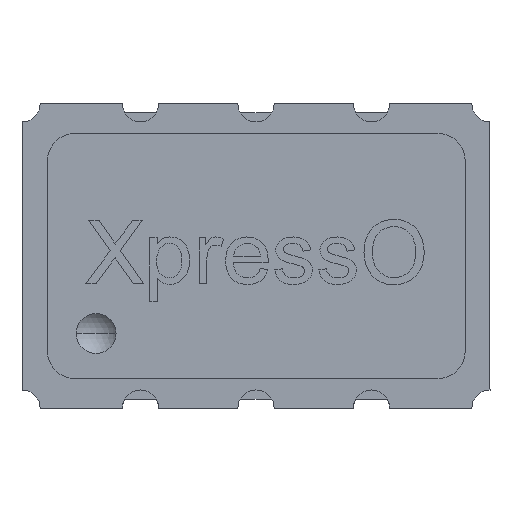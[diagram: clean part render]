
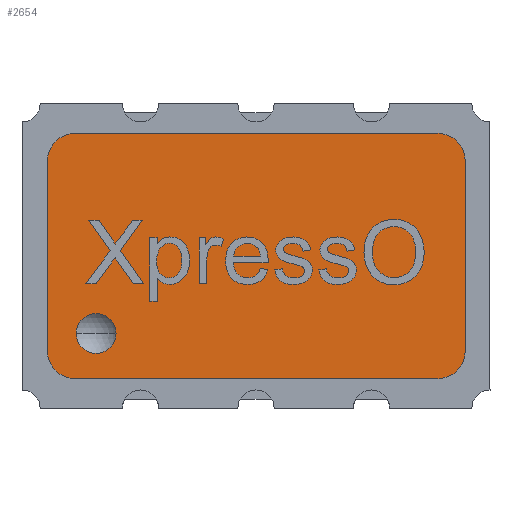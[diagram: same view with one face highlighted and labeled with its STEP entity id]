
A CAD part, top view. The second image highlights one B-rep face of the part: STEP entity #2654.
In plain terms, the highlighted planar face has unit normal (0, 0, 1).
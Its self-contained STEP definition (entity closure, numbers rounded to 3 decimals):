
#11 = EDGE_CURVE ( 'NONE', #1736, #902, #599, .T. ) ;
#147 = AXIS2_PLACEMENT_3D ( 'NONE', #1882, #4833, #2301 ) ;
#213 = DIRECTION ( 'NONE',  ( 1., 0., 0. ) ) ;
#332 = LINE ( 'NONE', #4634, #4794 ) ;
#341 = CIRCLE ( 'NONE', #147, 0.3 ) ;
#410 = CIRCLE ( 'NONE', #3047, 0.22 ) ;
#436 = DIRECTION ( 'NONE',  ( 0., 1., 0. ) ) ;
#477 = CARTESIAN_POINT ( 'NONE',  ( -2.294, -1.35, 1.4 ) ) ;
#526 = CIRCLE ( 'NONE', #1171, 0.3 ) ;
#599 = CIRCLE ( 'NONE', #4748, 0.22 ) ;
#634 = DIRECTION ( 'NONE',  ( 0., 0., -1. ) ) ;
#749 = CARTESIAN_POINT ( 'NONE',  ( 2.002, 1.048, 1.4 ) ) ;
#751 = CARTESIAN_POINT ( 'NONE',  ( 2.002, -1.35, 1.4 ) ) ;
#781 = ORIENTED_EDGE ( 'NONE', *, *, #2174, .F. ) ;
#788 = ORIENTED_EDGE ( 'NONE', *, *, #2641, .F. ) ;
#902 = VERTEX_POINT ( 'NONE', #2045 ) ;
#971 = ORIENTED_EDGE ( 'NONE', *, *, #2084, .F. ) ;
#979 = EDGE_CURVE ( 'NONE', #2017, #2028, #3822, .T. ) ;
#997 = VERTEX_POINT ( 'NONE', #3402 ) ;
#1003 = DIRECTION ( 'NONE',  ( 0., 0., -1. ) ) ;
#1032 = CARTESIAN_POINT ( 'NONE',  ( -1.76, -0.853, 1.4 ) ) ;
#1164 = VERTEX_POINT ( 'NONE', #1244 ) ;
#1170 = DIRECTION ( 'NONE',  ( -1., 0., 0. ) ) ;
#1171 = AXIS2_PLACEMENT_3D ( 'NONE', #3494, #1003, #3923 ) ;
#1244 = CARTESIAN_POINT ( 'NONE',  ( 2.002, 1.348, 1.4 ) ) ;
#1249 = EDGE_CURVE ( 'NONE', #4475, #1567, #5070, .T. ) ;
#1326 = LINE ( 'NONE', #3065, #2410 ) ;
#1327 = DIRECTION ( 'NONE',  ( 0., 0., 1. ) ) ;
#1368 = CARTESIAN_POINT ( 'NONE',  ( -1.76, -0.853, 1.4 ) ) ;
#1415 = DIRECTION ( 'NONE',  ( 1., 0., 0. ) ) ;
#1416 = EDGE_CURVE ( 'NONE', #1164, #997, #1897, .T. ) ;
#1454 = ORIENTED_EDGE ( 'NONE', *, *, #1961, .T. ) ;
#1459 = ORIENTED_EDGE ( 'NONE', *, *, #11, .T. ) ;
#1567 = VERTEX_POINT ( 'NONE', #4241 ) ;
#1736 = VERTEX_POINT ( 'NONE', #5173 ) ;
#1770 = DIRECTION ( 'NONE',  ( 1., 0., 0. ) ) ;
#1882 = CARTESIAN_POINT ( 'NONE',  ( 2.002, -1.05, 1.4 ) ) ;
#1897 = CIRCLE ( 'NONE', #4387, 0.3 ) ;
#1961 = EDGE_CURVE ( 'NONE', #902, #1736, #410, .T. ) ;
#2017 = VERTEX_POINT ( 'NONE', #3883 ) ;
#2028 = VERTEX_POINT ( 'NONE', #3470 ) ;
#2045 = CARTESIAN_POINT ( 'NONE',  ( -1.54, -0.853, 1.4 ) ) ;
#2084 = EDGE_CURVE ( 'NONE', #2028, #3568, #4334, .T. ) ;
#2100 = DIRECTION ( 'NONE',  ( -1., 0., 0. ) ) ;
#2174 = EDGE_CURVE ( 'NONE', #3969, #4475, #341, .T. ) ;
#2199 = ORIENTED_EDGE ( 'NONE', *, *, #5015, .F. ) ;
#2232 = CARTESIAN_POINT ( 'NONE',  ( -1.994, 1.048, 1.4 ) ) ;
#2301 = DIRECTION ( 'NONE',  ( -1., 0., 0. ) ) ;
#2410 = VECTOR ( 'NONE', #1415, 1000. ) ;
#2413 = FACE_OUTER_BOUND ( 'NONE', #2717, .T. ) ;
#2581 = VECTOR ( 'NONE', #436, 1000. ) ;
#2641 = EDGE_CURVE ( 'NONE', #997, #3969, #332, .T. ) ;
#2654 = ADVANCED_FACE ( 'NONE', ( #4667, #2413 ), #3350, .T. ) ;
#2660 = DIRECTION ( 'NONE',  ( -1., 0., 0. ) ) ;
#2717 = EDGE_LOOP ( 'NONE', ( #3049, #971, #5399, #2199, #4317, #781, #788, #3963 ) ) ;
#2965 = CARTESIAN_POINT ( 'NONE',  ( -2.294, 1.348, 1.4 ) ) ;
#3047 = AXIS2_PLACEMENT_3D ( 'NONE', #1368, #4287, #1770 ) ;
#3049 = ORIENTED_EDGE ( 'NONE', *, *, #4332, .F. ) ;
#3065 = CARTESIAN_POINT ( 'NONE',  ( 2.302, 1.348, 1.4 ) ) ;
#3350 = PLANE ( 'NONE',  #4543 ) ;
#3402 = CARTESIAN_POINT ( 'NONE',  ( 2.302, 1.048, 1.4 ) ) ;
#3470 = CARTESIAN_POINT ( 'NONE',  ( -2.294, 1.048, 1.4 ) ) ;
#3494 = CARTESIAN_POINT ( 'NONE',  ( -1.994, -1.05, 1.4 ) ) ;
#3568 = VERTEX_POINT ( 'NONE', #4069 ) ;
#3667 = DIRECTION ( 'NONE',  ( 0., 0., -1. ) ) ;
#3822 = LINE ( 'NONE', #2965, #2581 ) ;
#3883 = CARTESIAN_POINT ( 'NONE',  ( -2.294, -1.05, 1.4 ) ) ;
#3923 = DIRECTION ( 'NONE',  ( 1., 0., 0. ) ) ;
#3944 = VECTOR ( 'NONE', #2100, 1000. ) ;
#3963 = ORIENTED_EDGE ( 'NONE', *, *, #1416, .F. ) ;
#3969 = VERTEX_POINT ( 'NONE', #4768 ) ;
#4069 = CARTESIAN_POINT ( 'NONE',  ( -1.994, 1.348, 1.4 ) ) ;
#4176 = AXIS2_PLACEMENT_3D ( 'NONE', #2232, #5176, #2660 ) ;
#4232 = DIRECTION ( 'NONE',  ( 1., 0., 0. ) ) ;
#4241 = CARTESIAN_POINT ( 'NONE',  ( -1.994, -1.35, 1.4 ) ) ;
#4279 = EDGE_LOOP ( 'NONE', ( #1454, #1459 ) ) ;
#4287 = DIRECTION ( 'NONE',  ( 0., 0., -1. ) ) ;
#4317 = ORIENTED_EDGE ( 'NONE', *, *, #1249, .F. ) ;
#4332 = EDGE_CURVE ( 'NONE', #3568, #1164, #1326, .T. ) ;
#4334 = CIRCLE ( 'NONE', #4176, 0.3 ) ;
#4387 = AXIS2_PLACEMENT_3D ( 'NONE', #749, #3667, #1170 ) ;
#4475 = VERTEX_POINT ( 'NONE', #751 ) ;
#4543 = AXIS2_PLACEMENT_3D ( 'NONE', #477, #1327, #4232 ) ;
#4632 = CARTESIAN_POINT ( 'NONE',  ( -2.294, -1.35, 1.4 ) ) ;
#4634 = CARTESIAN_POINT ( 'NONE',  ( 2.302, -1.35, 1.4 ) ) ;
#4667 = FACE_BOUND ( 'NONE', #4279, .T. ) ;
#4748 = AXIS2_PLACEMENT_3D ( 'NONE', #1032, #634, #213 ) ;
#4768 = CARTESIAN_POINT ( 'NONE',  ( 2.302, -1.05, 1.4 ) ) ;
#4794 = VECTOR ( 'NONE', #5028, 1000. ) ;
#4833 = DIRECTION ( 'NONE',  ( 0., 0., -1. ) ) ;
#5015 = EDGE_CURVE ( 'NONE', #1567, #2017, #526, .T. ) ;
#5028 = DIRECTION ( 'NONE',  ( 0., -1., 0. ) ) ;
#5070 = LINE ( 'NONE', #4632, #3944 ) ;
#5173 = CARTESIAN_POINT ( 'NONE',  ( -1.98, -0.853, 1.4 ) ) ;
#5176 = DIRECTION ( 'NONE',  ( 0., 0., -1. ) ) ;
#5399 = ORIENTED_EDGE ( 'NONE', *, *, #979, .F. ) ;
